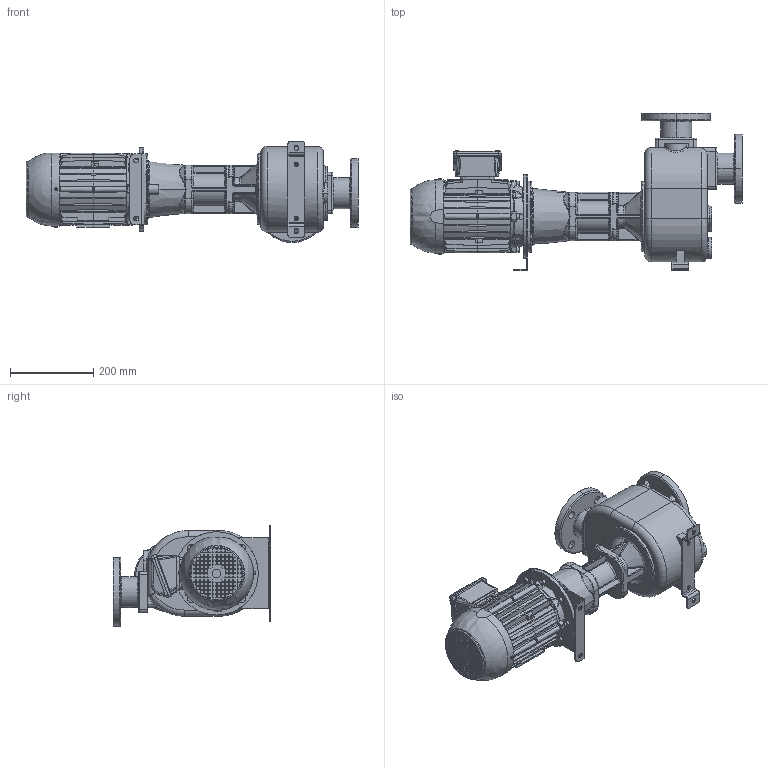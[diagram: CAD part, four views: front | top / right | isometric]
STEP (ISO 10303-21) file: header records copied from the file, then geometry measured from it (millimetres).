
FILE_DESCRIPTION((''),'2;1');
FILE_NAME('S_50_BBT_F','2014-04-16T',('Amenduni'),(''),'PRO/ENGINEER BY PARAMETRIC TECHNOLOGY CORPORATION, 2013410','PRO/ENGINEER BY PARAMETRIC TECHNOLOGY CORPORATION, 2013410','');
FILE_SCHEMA(('CONFIG_CONTROL_DESIGN'));
Length unit declared in the file: millimetre
Products named in the file (1): S_50_BBT_F
Bounding box: 796.5 x 378 x 242.5 mm (x, y, z)
Volume: 16768359 mm3; surface area: 956548.1 mm2
Topology: 1 solids, 1 shells, 2258 faces, 5621 edges, 3513 vertices
Faces by surface type: plane 1265, cylinder 455, bspline 259, torus 143, cone 119, sphere 13, extrusion 4
Entity records: 95056 total; most frequent: CARTESIAN_POINT 43849, ORIENTED_EDGE 11182, DIRECTION 9570, EDGE_CURVE 5591, VERTEX_POINT 3513, AXIS2_PLACEMENT_3D 3217, VECTOR 3136, LINE 3132
